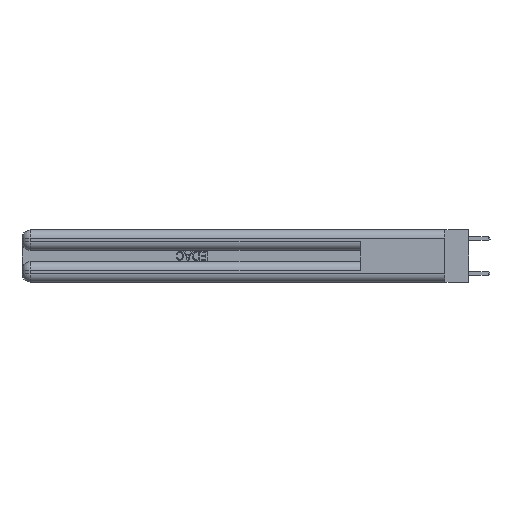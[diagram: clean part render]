
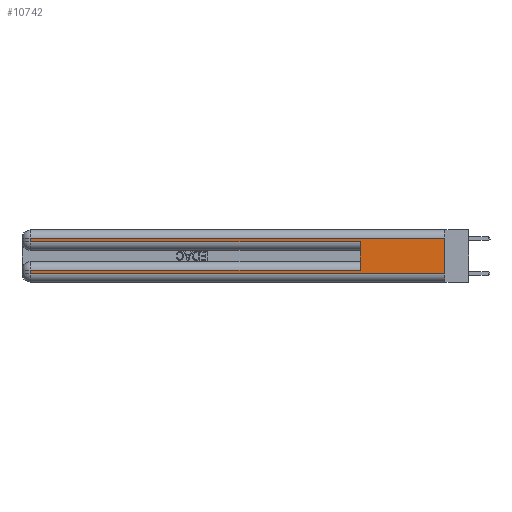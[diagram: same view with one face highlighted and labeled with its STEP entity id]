
A CAD part, left-side view. The second image highlights one B-rep face of the part: STEP entity #10742.
In plain terms, the highlighted planar face has unit normal (-1, 0, 0).
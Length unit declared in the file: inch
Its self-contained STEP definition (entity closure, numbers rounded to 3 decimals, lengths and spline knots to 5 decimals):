
#315 = EDGE_CURVE ( 'NONE', #29530, #31532, #34342, .T. ) ;
#604 = FACE_OUTER_BOUND ( 'NONE', #8473, .T. ) ;
#1743 = EDGE_CURVE ( 'NONE', #16863, #31532, #23817, .T. ) ;
#1783 = CARTESIAN_POINT ( 'NONE',  ( 0., 0.6, 0.085 ) ) ;
#1938 = CARTESIAN_POINT ( 'NONE',  ( 0., 0., 0.06 ) ) ;
#1997 = VECTOR ( 'NONE', #24833, 39.37008 ) ;
#2715 = CARTESIAN_POINT ( 'NONE',  ( 0., 0., 0.37 ) ) ;
#2836 = CARTESIAN_POINT ( 'NONE',  ( 0., 2.94, 0.37 ) ) ;
#2952 = DIRECTION ( 'NONE',  ( 0., 0., -1. ) ) ;
#3336 = EDGE_CURVE ( 'NONE', #13016, #33546, #34191, .T. ) ;
#4770 = VECTOR ( 'NONE', #33239, 39.37008 ) ;
#5459 = DIRECTION ( 'NONE',  ( 1., 0., 0. ) ) ;
#6310 = CARTESIAN_POINT ( 'NONE',  ( 0., 2.94, 0.085 ) ) ;
#8241 = CARTESIAN_POINT ( 'NONE',  ( 0., 0., 0.085 ) ) ;
#8473 = EDGE_LOOP ( 'NONE', ( #21426, #11839, #16733, #20425, #21270, #22139, #14997, #28243 ) ) ;
#8713 = CARTESIAN_POINT ( 'NONE',  ( 0., 2.94, 0.37 ) ) ;
#10101 = DIRECTION ( 'NONE',  ( 0., -1., 0. ) ) ;
#10226 = DIRECTION ( 'NONE',  ( 0., 1., 0. ) ) ;
#10742 = ADVANCED_FACE ( 'NONE', ( #604 ), #21596, .F. ) ;
#11716 = DIRECTION ( 'NONE',  ( 0., 0., 1. ) ) ;
#11839 = ORIENTED_EDGE ( 'NONE', *, *, #3336, .T. ) ;
#12981 = VECTOR ( 'NONE', #22256, 39.37008 ) ;
#13016 = VERTEX_POINT ( 'NONE', #20875 ) ;
#14105 = CARTESIAN_POINT ( 'NONE',  ( 0., 2.94, 0.31 ) ) ;
#14819 = VERTEX_POINT ( 'NONE', #26301 ) ;
#14997 = ORIENTED_EDGE ( 'NONE', *, *, #19035, .T. ) ;
#16407 = DIRECTION ( 'NONE',  ( 0., 1., 0. ) ) ;
#16733 = ORIENTED_EDGE ( 'NONE', *, *, #17744, .T. ) ;
#16863 = VERTEX_POINT ( 'NONE', #1783 ) ;
#17634 = EDGE_CURVE ( 'NONE', #16863, #33628, #26877, .T. ) ;
#17744 = EDGE_CURVE ( 'NONE', #33546, #29530, #23521, .T. ) ;
#17778 = CARTESIAN_POINT ( 'NONE',  ( 0., 0.6, 0.285 ) ) ;
#18826 = VECTOR ( 'NONE', #2952, 39.37008 ) ;
#19035 = EDGE_CURVE ( 'NONE', #33628, #14819, #33041, .T. ) ;
#19161 = VERTEX_POINT ( 'NONE', #27575 ) ;
#19596 = CARTESIAN_POINT ( 'NONE',  ( 0., 0., 0.285 ) ) ;
#19740 = CARTESIAN_POINT ( 'NONE',  ( 0., 0.6, 0.145 ) ) ;
#20425 = ORIENTED_EDGE ( 'NONE', *, *, #315, .T. ) ;
#20701 = EDGE_CURVE ( 'NONE', #13016, #19161, #33345, .T. ) ;
#20875 = CARTESIAN_POINT ( 'NONE',  ( 0., 0., 0.31 ) ) ;
#20967 = CARTESIAN_POINT ( 'NONE',  ( 0., 0., 0.31 ) ) ;
#21270 = ORIENTED_EDGE ( 'NONE', *, *, #1743, .F. ) ;
#21426 = ORIENTED_EDGE ( 'NONE', *, *, #20701, .F. ) ;
#21596 = PLANE ( 'NONE',  #23077 ) ;
#22139 = ORIENTED_EDGE ( 'NONE', *, *, #17634, .T. ) ;
#22256 = DIRECTION ( 'NONE',  ( 0., -1., 0. ) ) ;
#22984 = VECTOR ( 'NONE', #11716, 39.37008 ) ;
#23077 = AXIS2_PLACEMENT_3D ( 'NONE', #2715, #5459, #24293 ) ;
#23521 = LINE ( 'NONE', #8713, #1997 ) ;
#23817 = LINE ( 'NONE', #19740, #22984 ) ;
#23997 = VECTOR ( 'NONE', #10101, 39.37008 ) ;
#24293 = DIRECTION ( 'NONE',  ( 0., 0., -1. ) ) ;
#24833 = DIRECTION ( 'NONE',  ( 0., 0., -1. ) ) ;
#26301 = CARTESIAN_POINT ( 'NONE',  ( 0., 2.94, 0.06 ) ) ;
#26877 = LINE ( 'NONE', #8241, #33137 ) ;
#27114 = VECTOR ( 'NONE', #10226, 39.37008 ) ;
#27524 = CARTESIAN_POINT ( 'NONE',  ( 0., 2.94, 0.285 ) ) ;
#27575 = CARTESIAN_POINT ( 'NONE',  ( 0., 0., 0.06 ) ) ;
#28243 = ORIENTED_EDGE ( 'NONE', *, *, #28339, .T. ) ;
#28339 = EDGE_CURVE ( 'NONE', #14819, #19161, #31117, .T. ) ;
#29530 = VERTEX_POINT ( 'NONE', #27524 ) ;
#30585 = CARTESIAN_POINT ( 'NONE',  ( 0., 0., 0.37 ) ) ;
#31117 = LINE ( 'NONE', #1938, #23997 ) ;
#31532 = VERTEX_POINT ( 'NONE', #17778 ) ;
#33041 = LINE ( 'NONE', #2836, #18826 ) ;
#33137 = VECTOR ( 'NONE', #16407, 39.37008 ) ;
#33239 = DIRECTION ( 'NONE',  ( 0., 0., -1. ) ) ;
#33345 = LINE ( 'NONE', #30585, #4770 ) ;
#33546 = VERTEX_POINT ( 'NONE', #14105 ) ;
#33628 = VERTEX_POINT ( 'NONE', #6310 ) ;
#34191 = LINE ( 'NONE', #20967, #27114 ) ;
#34342 = LINE ( 'NONE', #19596, #12981 ) ;
